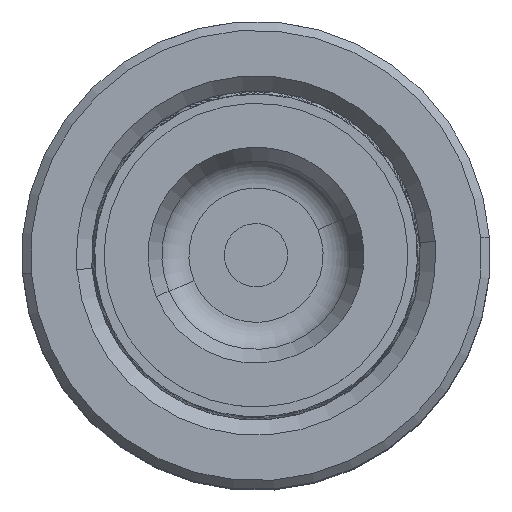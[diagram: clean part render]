
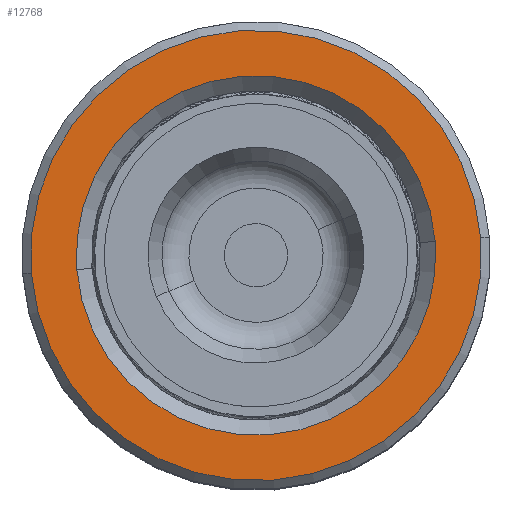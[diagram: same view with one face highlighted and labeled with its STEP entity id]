
A CAD part, top view. The second image highlights one B-rep face of the part: STEP entity #12768.
In plain terms, the highlighted planar face has unit normal (0, 0, 1).
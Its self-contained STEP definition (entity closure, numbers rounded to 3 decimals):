
#861 = DIRECTION ( 'NONE',  ( 0., 0., 1. ) ) ;
#3147 = PLANE ( 'NONE',  #37299 ) ;
#4365 = CARTESIAN_POINT ( 'NONE',  ( -17.8, 0., 50. ) ) ;
#4448 = EDGE_CURVE ( 'NONE', #29429, #20437, #28501, .T. ) ;
#6126 = DIRECTION ( 'NONE',  ( 1., 0., 0. ) ) ;
#6749 = CARTESIAN_POINT ( 'NONE',  ( 0., 0., 50. ) ) ;
#7214 = ORIENTED_EDGE ( 'NONE', *, *, #32200, .T. ) ;
#7665 = CIRCLE ( 'NONE', #35311, 17.8 ) ;
#9227 = DIRECTION ( 'NONE',  ( 0., 0., 1. ) ) ;
#9312 = CARTESIAN_POINT ( 'NONE',  ( 0., 0., 50. ) ) ;
#9434 = VERTEX_POINT ( 'NONE', #35987 ) ;
#12239 = DIRECTION ( 'NONE',  ( 1., 0., 0. ) ) ;
#12715 = DIRECTION ( 'NONE',  ( 1., 0., 0. ) ) ;
#12768 = ADVANCED_FACE ( 'NONE', ( #34065, #36454 ), #3147, .T. ) ;
#13506 = ORIENTED_EDGE ( 'NONE', *, *, #21554, .T. ) ;
#15611 = CARTESIAN_POINT ( 'NONE',  ( 0., 0., 50. ) ) ;
#15767 = CIRCLE ( 'NONE', #20306, 14.2 ) ;
#15874 = CARTESIAN_POINT ( 'NONE',  ( 0., 0., 50. ) ) ;
#16221 = DIRECTION ( 'NONE',  ( 0., 0., 1. ) ) ;
#19818 = CARTESIAN_POINT ( 'NONE',  ( -14.2, 0., 50. ) ) ;
#20306 = AXIS2_PLACEMENT_3D ( 'NONE', #9312, #37370, #37231 ) ;
#20437 = VERTEX_POINT ( 'NONE', #21955 ) ;
#21163 = AXIS2_PLACEMENT_3D ( 'NONE', #15611, #9227, #6126 ) ;
#21554 = EDGE_CURVE ( 'NONE', #9434, #38360, #23708, .T. ) ;
#21955 = CARTESIAN_POINT ( 'NONE',  ( 14.2, 0., 50. ) ) ;
#22373 = EDGE_LOOP ( 'NONE', ( #29230, #13506 ) ) ;
#23708 = CIRCLE ( 'NONE', #21163, 17.8 ) ;
#23835 = EDGE_LOOP ( 'NONE', ( #7214, #27762 ) ) ;
#24120 = DIRECTION ( 'NONE',  ( 0., 0., -1. ) ) ;
#27215 = CARTESIAN_POINT ( 'NONE',  ( 0., 0., 50. ) ) ;
#27762 = ORIENTED_EDGE ( 'NONE', *, *, #4448, .T. ) ;
#28501 = CIRCLE ( 'NONE', #37950, 14.2 ) ;
#28669 = DIRECTION ( 'NONE',  ( 1., 0., 0. ) ) ;
#29230 = ORIENTED_EDGE ( 'NONE', *, *, #39151, .T. ) ;
#29429 = VERTEX_POINT ( 'NONE', #19818 ) ;
#32200 = EDGE_CURVE ( 'NONE', #20437, #29429, #15767, .T. ) ;
#34065 = FACE_OUTER_BOUND ( 'NONE', #22373, .T. ) ;
#35311 = AXIS2_PLACEMENT_3D ( 'NONE', #6749, #16221, #12715 ) ;
#35987 = CARTESIAN_POINT ( 'NONE',  ( 17.8, 0., 50. ) ) ;
#36454 = FACE_BOUND ( 'NONE', #23835, .T. ) ;
#37231 = DIRECTION ( 'NONE',  ( 1., 0., 0. ) ) ;
#37299 = AXIS2_PLACEMENT_3D ( 'NONE', #15874, #861, #28669 ) ;
#37370 = DIRECTION ( 'NONE',  ( 0., 0., -1. ) ) ;
#37950 = AXIS2_PLACEMENT_3D ( 'NONE', #27215, #24120, #12239 ) ;
#38360 = VERTEX_POINT ( 'NONE', #4365 ) ;
#39151 = EDGE_CURVE ( 'NONE', #38360, #9434, #7665, .T. ) ;
